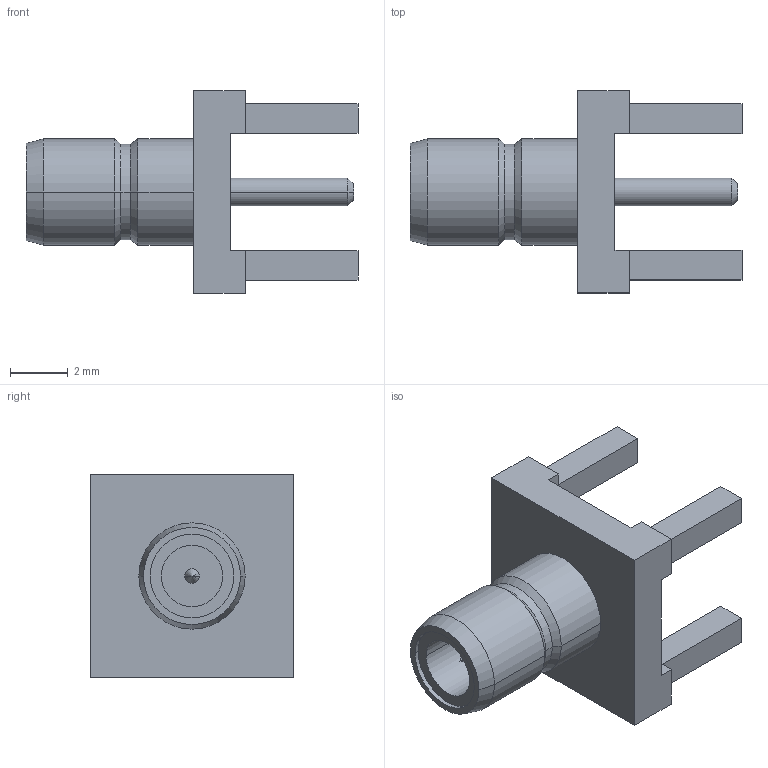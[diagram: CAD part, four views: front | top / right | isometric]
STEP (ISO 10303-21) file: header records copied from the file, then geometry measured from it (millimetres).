
FILE_DESCRIPTION((''),'2;1');
FILE_NAME('142138_SW0001','2019-11-27T',('Viji'),(''),'CREO PARAMETRIC BY PTC INC, 2018360','CREO PARAMETRIC BY PTC INC, 2018360','');
FILE_SCHEMA(('CONFIG_CONTROL_DESIGN'));
Length unit declared in the file: inch
Products named in the file (1): 142138_SW0001
Bounding box: 11.5 x 7 x 7 mm (x, y, z)
Volume: 134.2 mm3; surface area: 316.5 mm2
Topology: 1 solids, 1 shells, 61 faces, 148 edges, 93 vertices
Faces by surface type: plane 35, cylinder 14, cone 12
Entity records: 1792 total; most frequent: DIRECTION 304, CARTESIAN_POINT 300, ORIENTED_EDGE 292, EDGE_CURVE 146, VECTOR 110, LINE 110, AXIS2_PLACEMENT_3D 97, VERTEX_POINT 93
